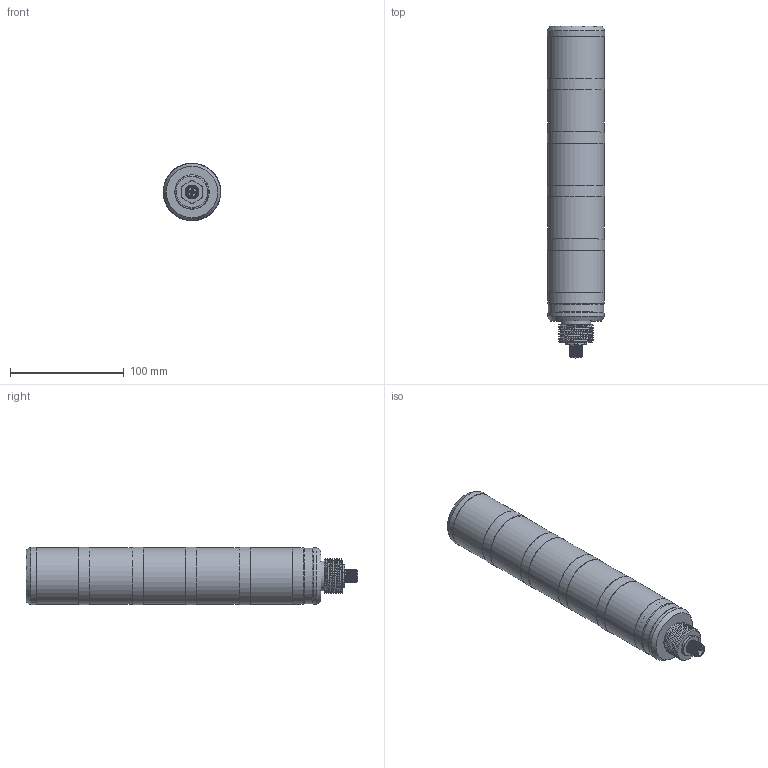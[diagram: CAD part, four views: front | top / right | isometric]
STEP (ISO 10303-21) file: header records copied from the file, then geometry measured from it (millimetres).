
FILE_DESCRIPTION(/* description */ (''),/* implementation_level */ '2;1');
FILE_NAME(/* name */ 'SBT-RGB-R50-5S-B5.stp',/* time_stamp */ '2022-01-20T08:49:37+01:00',/* author */ ('S. Sandt'),/* organization */ ('di-soric GmbH & Co. KG'),/* preprocessor_version */ 'ST-DEVELOPER v18.1',/* originating_system */ 'Autodesk Inventor 2021',/* authorisation */ '');
FILE_SCHEMA (('AUTOMOTIVE_DESIGN { 1 0 10303 214 3 1 1 }'));
Length unit declared in the file: millimetre
Products named in the file (9): SBT-RGB-R50-5S-B5; Sockel 3DModell; Stecker; Stecker M12_einbau_escha; Stecker M12_einbau_escha_1; Stecker M12_einbau_escha_stift; 540.0582.421; PC Ring V02; Verbindungsteil V03
Assembly tree (19 placements, depth 3):
  SBT-RGB-R50-5S-B5
    Sockel 3DModell
    Stecker
    PC Ring V02  x5
    Verbindungsteil V03  x4
    Stecker M12_einbau_escha
      Stecker M12_einbau_escha_1
      Stecker M12_einbau_escha_stift  x5
    540.0582.421
Bounding box: 50.59 x 291.6 x 50.59 mm (x, y, z)
Volume: 157903.2 mm3; surface area: 109951.8 mm2
Topology: 19 solids, 19 shells, 217 faces, 426 edges, 281 vertices
Faces by surface type: cylinder 116, plane 82, cone 9, bspline 7, torus 3
Full cylindrical faces by diameter (mm): 0.7 x5, 1.7 x5, 1.8 x4, 7.85 x1, 8.8 x1, 9.5 x1, 9.9 x2, 10.5 x1, 10.917 x1, 11 x18, 12 x17, 14.8 x1, 26 x1, 42.2 x4, 44.5 x5, 47.7 x10, 48.5 x10, 49 x1, 50 x7, 50.6 x5
Entity records: 23091 total; most frequent: CARTESIAN_POINT 19626, DIRECTION 637, ORIENTED_EDGE 620, EDGE_CURVE 310, AXIS2_PLACEMENT_3D 261, VERTEX_POINT 205, EDGE_LOOP 169, FACE_OUTER_BOUND 137
